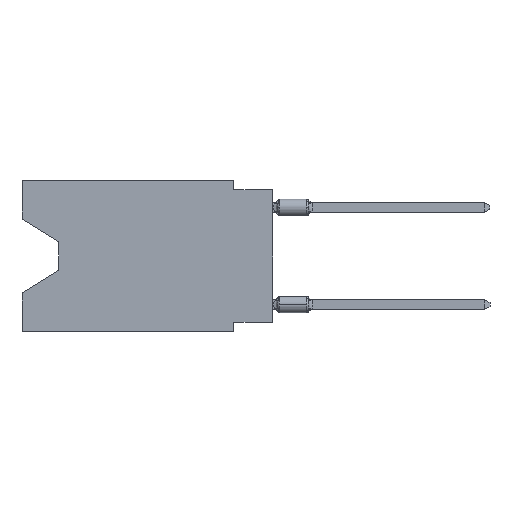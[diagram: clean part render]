
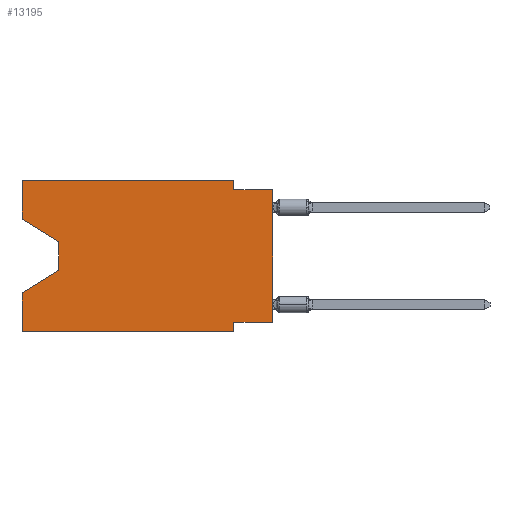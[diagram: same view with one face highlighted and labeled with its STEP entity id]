
A CAD part, left-side view. The second image highlights one B-rep face of the part: STEP entity #13195.
In plain terms, the highlighted planar face has unit normal (-1, 0, 0).
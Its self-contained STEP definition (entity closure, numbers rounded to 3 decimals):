
#370 = LINE ( 'NONE', #12705, #2199 ) ;
#407 = CARTESIAN_POINT ( 'NONE',  ( 0., 16.383, 0. ) ) ;
#501 = CARTESIAN_POINT ( 'NONE',  ( 0., 16.383, -2.546 ) ) ;
#505 = VECTOR ( 'NONE', #1220, 1000. ) ;
#529 = CARTESIAN_POINT ( 'NONE',  ( 0., 16.383, -7.36 ) ) ;
#584 = EDGE_CURVE ( 'NONE', #7449, #950, #16791, .T. ) ;
#603 = CARTESIAN_POINT ( 'NONE',  ( 0., 13.97, -4.013 ) ) ;
#950 = VERTEX_POINT ( 'NONE', #10768 ) ;
#1013 = EDGE_CURVE ( 'NONE', #5591, #14204, #1758, .T. ) ;
#1084 = ORIENTED_EDGE ( 'NONE', *, *, #18390, .T. ) ;
#1220 = DIRECTION ( 'NONE',  ( 0., 0., -1. ) ) ;
#1326 = ORIENTED_EDGE ( 'NONE', *, *, #18942, .T. ) ;
#1441 = CARTESIAN_POINT ( 'NONE',  ( 0., 2.54, -9.271 ) ) ;
#1724 = CARTESIAN_POINT ( 'NONE',  ( 0., 16.383, 0. ) ) ;
#1758 = LINE ( 'NONE', #6416, #2139 ) ;
#2062 = DIRECTION ( 'NONE',  ( 0., -1., 0. ) ) ;
#2077 = LINE ( 'NONE', #8142, #7951 ) ;
#2139 = VECTOR ( 'NONE', #3184, 1000. ) ;
#2199 = VECTOR ( 'NONE', #18874, 1000. ) ;
#2373 = DIRECTION ( 'NONE',  ( 0., -0.855, -0.519 ) ) ;
#2519 = EDGE_CURVE ( 'NONE', #18589, #4955, #13627, .T. ) ;
#2538 = CARTESIAN_POINT ( 'NONE',  ( 0., 2.54, 0. ) ) ;
#2617 = CARTESIAN_POINT ( 'NONE',  ( 0., 2.54, -9.906 ) ) ;
#2821 = VECTOR ( 'NONE', #15162, 1000. ) ;
#2978 = LINE ( 'NONE', #18742, #17195 ) ;
#3184 = DIRECTION ( 'NONE',  ( 0., -1., 0. ) ) ;
#3267 = ORIENTED_EDGE ( 'NONE', *, *, #5020, .F. ) ;
#3794 = FACE_OUTER_BOUND ( 'NONE', #6860, .T. ) ;
#4017 = LINE ( 'NONE', #1724, #19334 ) ;
#4131 = VECTOR ( 'NONE', #7757, 1000. ) ;
#4304 = EDGE_CURVE ( 'NONE', #950, #6418, #15938, .T. ) ;
#4589 = ORIENTED_EDGE ( 'NONE', *, *, #12954, .F. ) ;
#4855 = DIRECTION ( 'NONE',  ( 0., 0., 1. ) ) ;
#4955 = VERTEX_POINT ( 'NONE', #12604 ) ;
#5020 = EDGE_CURVE ( 'NONE', #11335, #15340, #9465, .T. ) ;
#5246 = EDGE_CURVE ( 'NONE', #12905, #6554, #370, .T. ) ;
#5497 = DIRECTION ( 'NONE',  ( 1., 0., 0. ) ) ;
#5591 = VERTEX_POINT ( 'NONE', #6421 ) ;
#5990 = VERTEX_POINT ( 'NONE', #529 ) ;
#6415 = CARTESIAN_POINT ( 'NONE',  ( 0., 0., -0.635 ) ) ;
#6416 = CARTESIAN_POINT ( 'NONE',  ( 0., 16.383, -9.906 ) ) ;
#6418 = VERTEX_POINT ( 'NONE', #8996 ) ;
#6421 = CARTESIAN_POINT ( 'NONE',  ( 0., 16.383, -9.906 ) ) ;
#6468 = EDGE_CURVE ( 'NONE', #5591, #5990, #4017, .T. ) ;
#6554 = VERTEX_POINT ( 'NONE', #407 ) ;
#6687 = ORIENTED_EDGE ( 'NONE', *, *, #5246, .F. ) ;
#6847 = EDGE_CURVE ( 'NONE', #6554, #7449, #2077, .T. ) ;
#6860 = EDGE_LOOP ( 'NONE', ( #1084, #7074, #7408, #11187, #13287, #4589, #3267, #1326, #19831, #17145, #8373, #6687 ) ) ;
#6919 = CARTESIAN_POINT ( 'NONE',  ( 0., 16.383, 0. ) ) ;
#7074 = ORIENTED_EDGE ( 'NONE', *, *, #2519, .T. ) ;
#7408 = ORIENTED_EDGE ( 'NONE', *, *, #10495, .T. ) ;
#7449 = VERTEX_POINT ( 'NONE', #13173 ) ;
#7676 = LINE ( 'NONE', #15476, #9490 ) ;
#7757 = DIRECTION ( 'NONE',  ( 0., 1., 0. ) ) ;
#7951 = VECTOR ( 'NONE', #11582, 1000. ) ;
#8142 = CARTESIAN_POINT ( 'NONE',  ( 0., 16.383, 0. ) ) ;
#8373 = ORIENTED_EDGE ( 'NONE', *, *, #6847, .F. ) ;
#8996 = CARTESIAN_POINT ( 'NONE',  ( 0., 0., -0.635 ) ) ;
#9465 = LINE ( 'NONE', #15467, #4131 ) ;
#9490 = VECTOR ( 'NONE', #12024, 1000. ) ;
#9949 = LINE ( 'NONE', #16048, #19189 ) ;
#10485 = CARTESIAN_POINT ( 'NONE',  ( 0., 13.97, -4.013 ) ) ;
#10495 = EDGE_CURVE ( 'NONE', #4955, #5990, #2978, .T. ) ;
#10768 = CARTESIAN_POINT ( 'NONE',  ( 0., 2.54, -0.635 ) ) ;
#11089 = CARTESIAN_POINT ( 'NONE',  ( 0., 0., -9.271 ) ) ;
#11187 = ORIENTED_EDGE ( 'NONE', *, *, #6468, .F. ) ;
#11335 = VERTEX_POINT ( 'NONE', #11089 ) ;
#11582 = DIRECTION ( 'NONE',  ( 0., -1., 0. ) ) ;
#11927 = LINE ( 'NONE', #19304, #15252 ) ;
#12024 = DIRECTION ( 'NONE',  ( 0., 0., 1. ) ) ;
#12604 = CARTESIAN_POINT ( 'NONE',  ( 0., 13.97, -5.893 ) ) ;
#12705 = CARTESIAN_POINT ( 'NONE',  ( 0., 16.383, 0. ) ) ;
#12905 = VERTEX_POINT ( 'NONE', #501 ) ;
#12954 = EDGE_CURVE ( 'NONE', #15340, #14204, #11927, .T. ) ;
#13173 = CARTESIAN_POINT ( 'NONE',  ( 0., 2.54, 0. ) ) ;
#13195 = ADVANCED_FACE ( 'NONE', ( #3794 ), #16045, .F. ) ;
#13287 = ORIENTED_EDGE ( 'NONE', *, *, #1013, .T. ) ;
#13627 = LINE ( 'NONE', #10485, #2821 ) ;
#14204 = VERTEX_POINT ( 'NONE', #2617 ) ;
#14527 = DIRECTION ( 'NONE',  ( 0., 0., -1. ) ) ;
#15162 = DIRECTION ( 'NONE',  ( 0., 0., -1. ) ) ;
#15252 = VECTOR ( 'NONE', #19395, 1000. ) ;
#15340 = VERTEX_POINT ( 'NONE', #1441 ) ;
#15467 = CARTESIAN_POINT ( 'NONE',  ( 0., 0., -9.271 ) ) ;
#15476 = CARTESIAN_POINT ( 'NONE',  ( 0., 0., 0. ) ) ;
#15751 = VECTOR ( 'NONE', #2062, 1000. ) ;
#15938 = LINE ( 'NONE', #6415, #15751 ) ;
#16045 = PLANE ( 'NONE',  #16862 ) ;
#16048 = CARTESIAN_POINT ( 'NONE',  ( 0., 16.383, -2.546 ) ) ;
#16791 = LINE ( 'NONE', #2538, #505 ) ;
#16862 = AXIS2_PLACEMENT_3D ( 'NONE', #6919, #5497, #14527 ) ;
#17145 = ORIENTED_EDGE ( 'NONE', *, *, #584, .F. ) ;
#17195 = VECTOR ( 'NONE', #19959, 1000. ) ;
#18390 = EDGE_CURVE ( 'NONE', #12905, #18589, #9949, .T. ) ;
#18589 = VERTEX_POINT ( 'NONE', #603 ) ;
#18742 = CARTESIAN_POINT ( 'NONE',  ( 0., 13.97, -5.893 ) ) ;
#18874 = DIRECTION ( 'NONE',  ( 0., 0., 1. ) ) ;
#18942 = EDGE_CURVE ( 'NONE', #11335, #6418, #7676, .T. ) ;
#19189 = VECTOR ( 'NONE', #2373, 1000. ) ;
#19304 = CARTESIAN_POINT ( 'NONE',  ( 0., 2.54, -9.906 ) ) ;
#19334 = VECTOR ( 'NONE', #4855, 1000. ) ;
#19395 = DIRECTION ( 'NONE',  ( 0., 0., -1. ) ) ;
#19831 = ORIENTED_EDGE ( 'NONE', *, *, #4304, .F. ) ;
#19959 = DIRECTION ( 'NONE',  ( 0., 0.855, -0.519 ) ) ;
